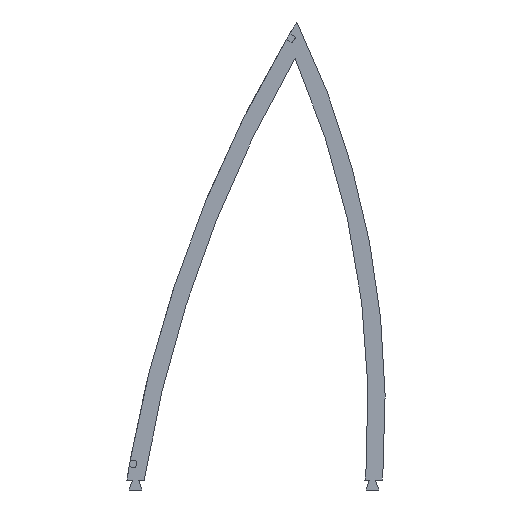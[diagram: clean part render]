
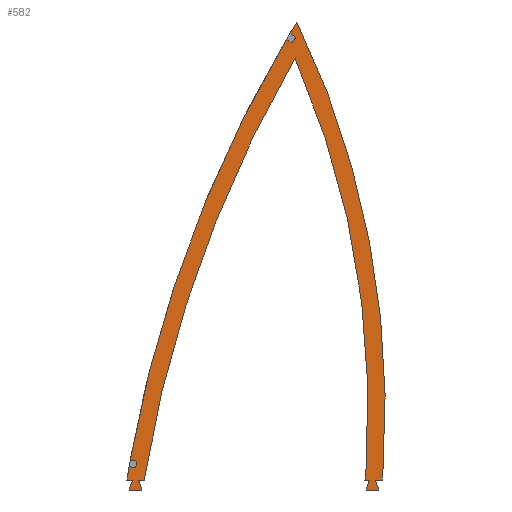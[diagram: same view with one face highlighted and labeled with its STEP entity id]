
A CAD part, left-side view. The second image highlights one B-rep face of the part: STEP entity #582.
In plain terms, the highlighted planar face has unit normal (-1, 0, 0).
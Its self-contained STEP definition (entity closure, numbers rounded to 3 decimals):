
#20=CIRCLE('',#625,364.635);
#24=CIRCLE('',#632,256.763);
#25=CIRCLE('',#633,261.763);
#26=CIRCLE('',#634,369.635);
#27=CIRCLE('',#635,369.635);
#28=CIRCLE('',#636,369.635);
#52=FACE_OUTER_BOUND('',#82,.T.);
#82=EDGE_LOOP('',(#455,#456,#457,#458,#459,#460,#461,#462,#463,#464,#465,
#466,#467,#468,#469,#470,#471,#472,#473,#474,#475,#476,#477,#478,#479,#480,
#481,#482));
#95=LINE('',#821,#163);
#99=LINE('',#829,#167);
#102=LINE('',#836,#170);
#106=LINE('',#844,#174);
#109=LINE('',#849,#177);
#112=LINE('',#856,#180);
#116=LINE('',#864,#184);
#119=LINE('',#870,#187);
#122=LINE('',#876,#190);
#125=LINE('',#882,#193);
#129=LINE('',#890,#197);
#133=LINE('',#897,#201);
#134=LINE('',#900,#202);
#138=LINE('',#907,#206);
#143=LINE('',#926,#211);
#144=LINE('',#930,#212);
#145=LINE('',#936,#213);
#146=LINE('',#938,#214);
#147=LINE('',#940,#215);
#148=LINE('',#944,#216);
#149=LINE('',#946,#217);
#150=LINE('',#948,#218);
#163=VECTOR('',#659,10.);
#167=VECTOR('',#665,10.);
#170=VECTOR('',#670,10.);
#174=VECTOR('',#676,10.);
#177=VECTOR('',#681,10.);
#180=VECTOR('',#688,10.);
#184=VECTOR('',#694,10.);
#187=VECTOR('',#699,10.);
#190=VECTOR('',#704,10.);
#193=VECTOR('',#709,10.);
#197=VECTOR('',#717,10.);
#201=VECTOR('',#721,10.);
#202=VECTOR('',#724,10.);
#206=VECTOR('',#728,10.);
#211=VECTOR('',#749,10.);
#212=VECTOR('',#754,10.);
#213=VECTOR('',#759,10.);
#214=VECTOR('',#760,10.);
#215=VECTOR('',#761,10.);
#216=VECTOR('',#764,10.);
#217=VECTOR('',#765,10.);
#218=VECTOR('',#766,10.);
#231=VERTEX_POINT('',#819);
#232=VERTEX_POINT('',#820);
#235=VERTEX_POINT('',#828);
#237=VERTEX_POINT('',#834);
#238=VERTEX_POINT('',#835);
#241=VERTEX_POINT('',#843);
#243=VERTEX_POINT('',#854);
#244=VERTEX_POINT('',#855);
#247=VERTEX_POINT('',#863);
#249=VERTEX_POINT('',#869);
#251=VERTEX_POINT('',#875);
#253=VERTEX_POINT('',#881);
#255=VERTEX_POINT('',#889);
#258=VERTEX_POINT('',#895);
#259=VERTEX_POINT('',#899);
#262=VERTEX_POINT('',#905);
#264=VERTEX_POINT('',#911);
#268=VERTEX_POINT('',#924);
#269=VERTEX_POINT('',#928);
#270=VERTEX_POINT('',#931);
#271=VERTEX_POINT('',#933);
#272=VERTEX_POINT('',#935);
#273=VERTEX_POINT('',#937);
#274=VERTEX_POINT('',#939);
#275=VERTEX_POINT('',#941);
#276=VERTEX_POINT('',#943);
#277=VERTEX_POINT('',#945);
#278=VERTEX_POINT('',#947);
#287=EDGE_CURVE('',#231,#232,#95,.T.);
#291=EDGE_CURVE('',#231,#235,#99,.T.);
#294=EDGE_CURVE('',#237,#238,#102,.T.);
#298=EDGE_CURVE('',#241,#237,#106,.T.);
#301=EDGE_CURVE('',#241,#232,#109,.T.);
#304=EDGE_CURVE('',#243,#244,#112,.T.);
#308=EDGE_CURVE('',#247,#243,#116,.T.);
#311=EDGE_CURVE('',#249,#247,#119,.T.);
#314=EDGE_CURVE('',#251,#249,#122,.T.);
#317=EDGE_CURVE('',#251,#253,#125,.T.);
#321=EDGE_CURVE('',#253,#255,#129,.T.);
#325=EDGE_CURVE('',#258,#244,#133,.T.);
#326=EDGE_CURVE('',#235,#259,#134,.T.);
#330=EDGE_CURVE('',#262,#238,#138,.T.);
#333=EDGE_CURVE('',#264,#258,#20,.T.);
#340=EDGE_CURVE('',#268,#262,#143,.T.);
#341=EDGE_CURVE('',#269,#264,#24,.T.);
#342=EDGE_CURVE('',#259,#269,#144,.T.);
#343=EDGE_CURVE('',#270,#268,#25,.T.);
#344=EDGE_CURVE('',#271,#270,#26,.T.);
#345=EDGE_CURVE('',#272,#271,#145,.T.);
#346=EDGE_CURVE('',#273,#272,#146,.T.);
#347=EDGE_CURVE('',#274,#273,#147,.T.);
#348=EDGE_CURVE('',#275,#274,#27,.T.);
#349=EDGE_CURVE('',#276,#275,#148,.T.);
#350=EDGE_CURVE('',#277,#276,#149,.T.);
#351=EDGE_CURVE('',#278,#277,#150,.T.);
#352=EDGE_CURVE('',#255,#278,#28,.T.);
#455=ORIENTED_EDGE('',*,*,#325,.F.);
#456=ORIENTED_EDGE('',*,*,#333,.F.);
#457=ORIENTED_EDGE('',*,*,#341,.F.);
#458=ORIENTED_EDGE('',*,*,#342,.F.);
#459=ORIENTED_EDGE('',*,*,#326,.F.);
#460=ORIENTED_EDGE('',*,*,#291,.F.);
#461=ORIENTED_EDGE('',*,*,#287,.T.);
#462=ORIENTED_EDGE('',*,*,#301,.F.);
#463=ORIENTED_EDGE('',*,*,#298,.T.);
#464=ORIENTED_EDGE('',*,*,#294,.T.);
#465=ORIENTED_EDGE('',*,*,#330,.F.);
#466=ORIENTED_EDGE('',*,*,#340,.F.);
#467=ORIENTED_EDGE('',*,*,#343,.F.);
#468=ORIENTED_EDGE('',*,*,#344,.F.);
#469=ORIENTED_EDGE('',*,*,#345,.F.);
#470=ORIENTED_EDGE('',*,*,#346,.F.);
#471=ORIENTED_EDGE('',*,*,#347,.F.);
#472=ORIENTED_EDGE('',*,*,#348,.F.);
#473=ORIENTED_EDGE('',*,*,#349,.F.);
#474=ORIENTED_EDGE('',*,*,#350,.F.);
#475=ORIENTED_EDGE('',*,*,#351,.F.);
#476=ORIENTED_EDGE('',*,*,#352,.F.);
#477=ORIENTED_EDGE('',*,*,#321,.F.);
#478=ORIENTED_EDGE('',*,*,#317,.F.);
#479=ORIENTED_EDGE('',*,*,#314,.T.);
#480=ORIENTED_EDGE('',*,*,#311,.T.);
#481=ORIENTED_EDGE('',*,*,#308,.T.);
#482=ORIENTED_EDGE('',*,*,#304,.T.);
#555=PLANE('',#631);
#582=ADVANCED_FACE('',(#52),#555,.F.);
#625=AXIS2_PLACEMENT_3D('',#913,#734,#735);
#631=AXIS2_PLACEMENT_3D('',#927,#750,#751);
#632=AXIS2_PLACEMENT_3D('',#929,#752,#753);
#633=AXIS2_PLACEMENT_3D('',#932,#755,#756);
#634=AXIS2_PLACEMENT_3D('',#934,#757,#758);
#635=AXIS2_PLACEMENT_3D('',#942,#762,#763);
#636=AXIS2_PLACEMENT_3D('',#949,#767,#768);
#659=DIRECTION('',(0.,0.316,-0.949));
#665=DIRECTION('',(0.,-0.741,0.671));
#670=DIRECTION('',(0.,0.767,0.642));
#676=DIRECTION('',(0.,0.316,0.949));
#681=DIRECTION('',(0.,1.,0.));
#688=DIRECTION('',(0.,0.508,0.861));
#694=DIRECTION('',(0.,0.316,0.949));
#699=DIRECTION('',(0.,-1.,0.));
#704=DIRECTION('',(0.,0.316,-0.949));
#709=DIRECTION('',(0.,-0.473,0.881));
#717=DIRECTION('',(0.,1.,0.));
#721=DIRECTION('',(0.,1.,0.));
#724=DIRECTION('',(0.,1.,0.));
#728=DIRECTION('',(0.,1.,0.));
#734=DIRECTION('center_axis',(-1.,0.,0.));
#735=DIRECTION('ref_axis',(0.,0.987,0.16));
#749=DIRECTION('',(0.,0.108,-0.994));
#750=DIRECTION('center_axis',(1.,0.,0.));
#751=DIRECTION('ref_axis',(0.,0.,-1.));
#752=DIRECTION('center_axis',(-1.,0.,0.));
#753=DIRECTION('ref_axis',(0.,-0.916,0.401));
#754=DIRECTION('',(0.,-0.108,0.994));
#755=DIRECTION('center_axis',(1.,0.,0.));
#756=DIRECTION('ref_axis',(0.,-0.901,0.434));
#757=DIRECTION('center_axis',(1.,0.,0.));
#758=DIRECTION('ref_axis',(0.,0.987,0.159));
#759=DIRECTION('',(0.,0.861,0.509));
#760=DIRECTION('',(0.,-0.509,0.861));
#761=DIRECTION('',(0.,-0.861,-0.509));
#762=DIRECTION('center_axis',(1.,0.,0.));
#763=DIRECTION('ref_axis',(0.,0.987,0.159));
#764=DIRECTION('',(0.,0.987,0.159));
#765=DIRECTION('',(0.,-0.159,0.987));
#766=DIRECTION('',(0.,-0.987,-0.159));
#767=DIRECTION('center_axis',(1.,0.,0.));
#768=DIRECTION('ref_axis',(0.,0.987,0.159));
#819=CARTESIAN_POINT('',(-5.,20.75,141.223));
#820=CARTESIAN_POINT('',(-5.,21.683,138.423));
#821=CARTESIAN_POINT('',(-5.,20.75,141.223));
#828=CARTESIAN_POINT('',(-5.,20.639,141.323));
#829=CARTESIAN_POINT('',(-5.,20.75,141.223));
#834=CARTESIAN_POINT('',(-5.,18.894,141.223));
#835=CARTESIAN_POINT('',(-5.,19.013,141.323));
#836=CARTESIAN_POINT('',(-5.,18.894,141.223));
#843=CARTESIAN_POINT('',(-5.,17.961,138.423));
#844=CARTESIAN_POINT('',(-5.,17.961,138.423));
#849=CARTESIAN_POINT('',(-5.,19.822,138.423));
#854=CARTESIAN_POINT('',(-5.,88.537,141.223));
#855=CARTESIAN_POINT('',(-5.,88.596,141.323));
#856=CARTESIAN_POINT('',(-5.,88.537,141.223));
#863=CARTESIAN_POINT('',(-5.,87.604,138.423));
#864=CARTESIAN_POINT('',(-5.,87.604,138.423));
#869=CARTESIAN_POINT('',(-5.,91.326,138.423));
#870=CARTESIAN_POINT('',(-5.,89.465,138.423));
#875=CARTESIAN_POINT('',(-5.,90.393,141.223));
#876=CARTESIAN_POINT('',(-5.,90.393,141.223));
#881=CARTESIAN_POINT('',(-5.,90.339,141.323));
#882=CARTESIAN_POINT('',(-5.,90.393,141.223));
#889=CARTESIAN_POINT('',(-5.,91.998,141.323));
#890=CARTESIAN_POINT('',(-5.,30.223,141.323));
#895=CARTESIAN_POINT('',(-5.,86.932,141.323));
#897=CARTESIAN_POINT('',(-5.,30.223,141.323));
#899=CARTESIAN_POINT('',(-5.,22.022,141.323));
#900=CARTESIAN_POINT('',(-5.,30.223,141.323));
#905=CARTESIAN_POINT('',(-5.,16.992,141.323));
#907=CARTESIAN_POINT('',(-5.,30.223,141.323));
#911=CARTESIAN_POINT('',(-5.,42.577,265.278));
#913=CARTESIAN_POINT('Origin',(-5.,-272.922,82.469));
#924=CARTESIAN_POINT('',(-5.,16.739,143.657));
#926=CARTESIAN_POINT('',(-5.,16.739,143.657));
#927=CARTESIAN_POINT('Origin',(-5.,54.032,127.046));
#928=CARTESIAN_POINT('',(-5.,21.72,144.105));
#929=CARTESIAN_POINT('Origin',(-5.,277.83,162.404));
#930=CARTESIAN_POINT('',(-5.,21.72,144.105));
#931=CARTESIAN_POINT('',(-5.,42.,276.));
#932=CARTESIAN_POINT('Origin',(-5.,277.83,162.404));
#933=CARTESIAN_POINT('',(-5.,44.076,272.581));
#934=CARTESIAN_POINT('Origin',(-5.,-272.922,82.469));
#935=CARTESIAN_POINT('',(-5.,42.361,271.567));
#936=CARTESIAN_POINT('',(-5.,15.896,255.926));
#937=CARTESIAN_POINT('',(-5.,43.378,269.845));
#938=CARTESIAN_POINT('',(-5.,75.777,215.026));
#939=CARTESIAN_POINT('',(-5.,45.1,270.863));
#940=CARTESIAN_POINT('',(-5.,16.913,254.204));
#941=CARTESIAN_POINT('',(-5.,90.994,147.239));
#942=CARTESIAN_POINT('Origin',(-5.,-272.922,82.469));
#943=CARTESIAN_POINT('',(-5.,89.068,146.928));
#944=CARTESIAN_POINT('',(-5.,71.419,144.081));
#945=CARTESIAN_POINT('',(-5.,89.386,144.953));
#946=CARTESIAN_POINT('',(-5.,90.266,139.499));
#947=CARTESIAN_POINT('',(-5.,91.34,145.268));
#948=CARTESIAN_POINT('',(-5.,71.737,142.107));
#949=CARTESIAN_POINT('Origin',(-5.,-272.922,82.469));
